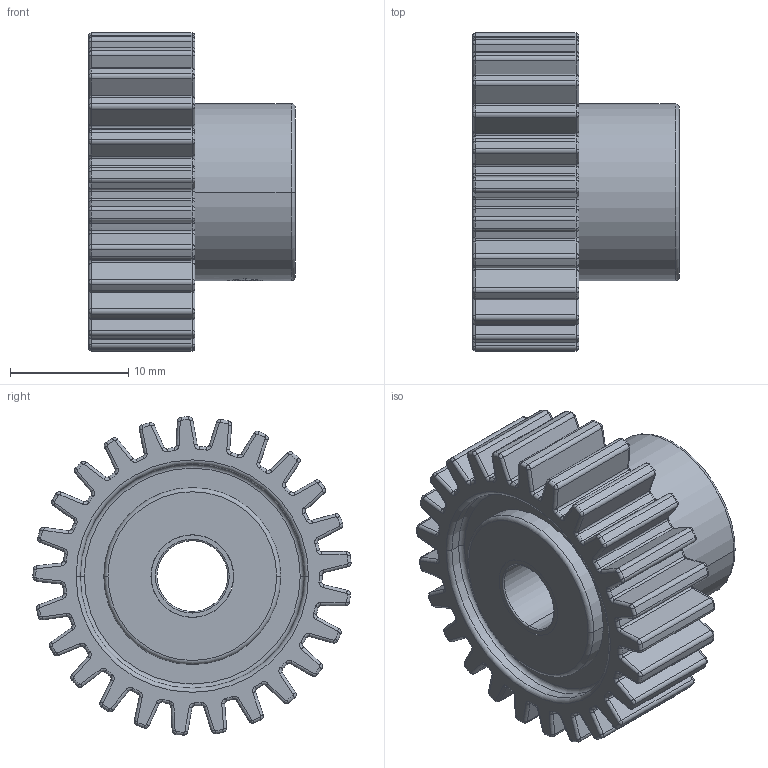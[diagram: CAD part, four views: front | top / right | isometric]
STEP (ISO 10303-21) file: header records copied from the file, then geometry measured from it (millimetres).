
FILE_DESCRIPTION((''),'2;1');
FILE_NAME('3872','2012-09-10T',('carefree'),(''),'PRO/ENGINEER BY PARAMETRIC TECHNOLOGY CORPORATION, 2005030','PRO/ENGINEER BY PARAMETRIC TECHNOLOGY CORPORATION, 2005030','');
FILE_SCHEMA(('CONFIG_CONTROL_DESIGN'));
Length unit declared in the file: millimetre
Products named in the file (1): 3872
Bounding box: 17.5 x 26.95 x 26.98 mm (x, y, z)
Volume: 4956.8 mm3; surface area: 4183.9 mm2
Topology: 1 solids, 1 shells, 659 faces, 1536 edges, 882 vertices
Faces by surface type: cylinder 272, torus 218, bspline 100, plane 67, cone 2
Entity records: 20154 total; most frequent: CARTESIAN_POINT 4731, DIRECTION 3716, ORIENTED_EDGE 3072, AXIS2_PLACEMENT_3D 1639, EDGE_CURVE 1536, CIRCLE 1080, VERTEX_POINT 882, EDGE_LOOP 670
